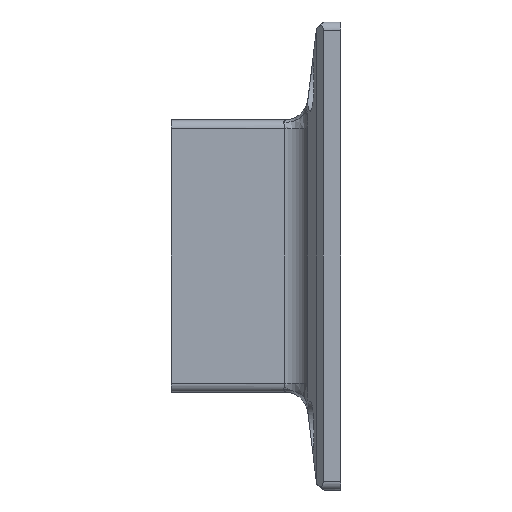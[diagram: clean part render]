
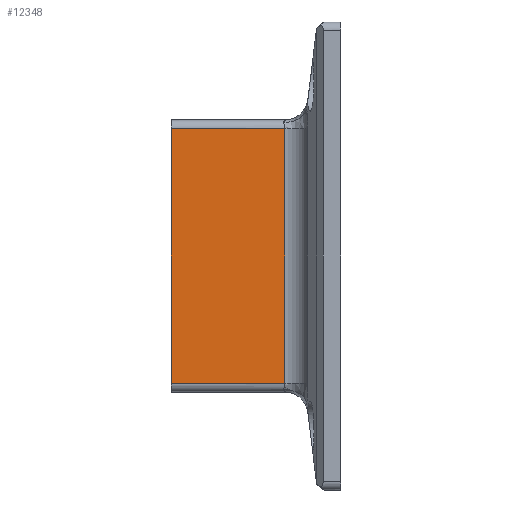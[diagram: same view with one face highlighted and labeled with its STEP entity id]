
A CAD part, left-side view. The second image highlights one B-rep face of the part: STEP entity #12348.
In plain terms, the highlighted planar face has unit normal (-1, 0, 0).
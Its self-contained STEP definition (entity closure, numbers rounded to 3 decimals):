
#376 = VERTEX_POINT ( 'NONE', #2160 ) ;
#761 = CARTESIAN_POINT ( 'NONE',  ( -23.25, 29., 21.75 ) ) ;
#1346 = EDGE_CURVE ( 'NONE', #376, #4984, #4389, .T. ) ;
#1554 = VERTEX_POINT ( 'NONE', #16777 ) ;
#2160 = CARTESIAN_POINT ( 'NONE',  ( -23.25, 29., 21.75 ) ) ;
#2209 = EDGE_CURVE ( 'NONE', #1554, #5380, #9491, .T. ) ;
#2540 = VECTOR ( 'NONE', #7155, 1000. ) ;
#2956 = ORIENTED_EDGE ( 'NONE', *, *, #12782, .T. ) ;
#3240 = LINE ( 'NONE', #6504, #13595 ) ;
#3495 = CARTESIAN_POINT ( 'NONE',  ( -23.25, 29., -23.25 ) ) ;
#4389 = LINE ( 'NONE', #8026, #5213 ) ;
#4941 = CARTESIAN_POINT ( 'NONE',  ( -23.25, 9.596, 21.75 ) ) ;
#4984 = VERTEX_POINT ( 'NONE', #5878 ) ;
#5213 = VECTOR ( 'NONE', #15792, 1000. ) ;
#5380 = VERTEX_POINT ( 'NONE', #4941 ) ;
#5878 = CARTESIAN_POINT ( 'NONE',  ( -23.25, 29., -21.75 ) ) ;
#6504 = CARTESIAN_POINT ( 'NONE',  ( -23.25, 29., -21.75 ) ) ;
#7155 = DIRECTION ( 'NONE',  ( 0., 1., 0. ) ) ;
#8026 = CARTESIAN_POINT ( 'NONE',  ( -23.25, 29., -23.25 ) ) ;
#8300 = FACE_OUTER_BOUND ( 'NONE', #9092, .T. ) ;
#8771 = EDGE_CURVE ( 'NONE', #4984, #1554, #3240, .T. ) ;
#9092 = EDGE_LOOP ( 'NONE', ( #15404, #15471, #2956, #11813 ) ) ;
#9491 = LINE ( 'NONE', #13521, #13909 ) ;
#11813 = ORIENTED_EDGE ( 'NONE', *, *, #1346, .T. ) ;
#12348 = ADVANCED_FACE ( 'NONE', ( #8300 ), #12476, .T. ) ;
#12416 = DIRECTION ( 'NONE',  ( 0., 0., 1. ) ) ;
#12476 = PLANE ( 'NONE',  #13021 ) ;
#12782 = EDGE_CURVE ( 'NONE', #5380, #376, #15128, .T. ) ;
#13021 = AXIS2_PLACEMENT_3D ( 'NONE', #3495, #16530, #13758 ) ;
#13521 = CARTESIAN_POINT ( 'NONE',  ( -23.25, 9.596, -23.25 ) ) ;
#13595 = VECTOR ( 'NONE', #15592, 1000. ) ;
#13758 = DIRECTION ( 'NONE',  ( 0., 0., 1. ) ) ;
#13909 = VECTOR ( 'NONE', #12416, 1000. ) ;
#15128 = LINE ( 'NONE', #761, #2540 ) ;
#15404 = ORIENTED_EDGE ( 'NONE', *, *, #8771, .T. ) ;
#15471 = ORIENTED_EDGE ( 'NONE', *, *, #2209, .T. ) ;
#15592 = DIRECTION ( 'NONE',  ( 0., -1., 0. ) ) ;
#15792 = DIRECTION ( 'NONE',  ( 0., 0., -1. ) ) ;
#16530 = DIRECTION ( 'NONE',  ( -1., 0., 0. ) ) ;
#16777 = CARTESIAN_POINT ( 'NONE',  ( -23.25, 9.596, -21.75 ) ) ;
